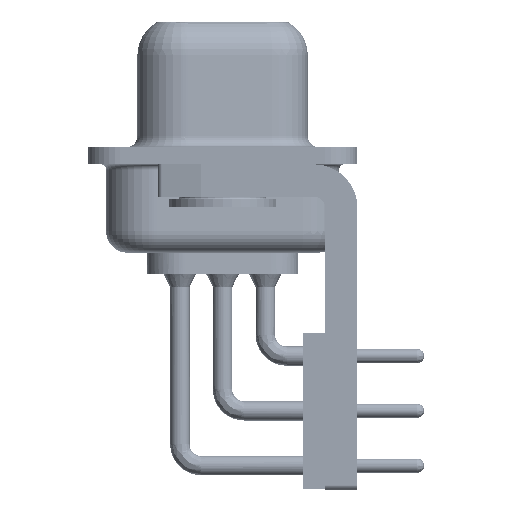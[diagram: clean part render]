
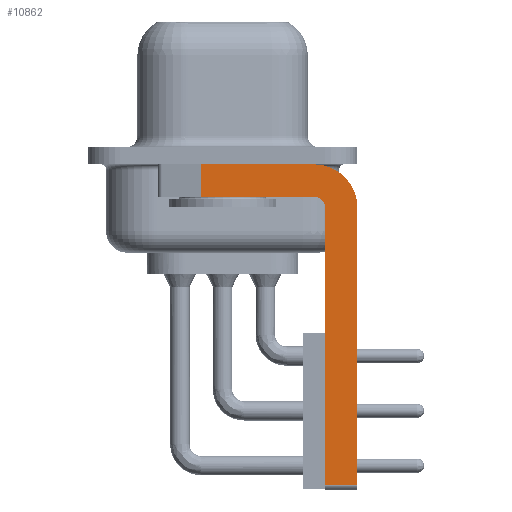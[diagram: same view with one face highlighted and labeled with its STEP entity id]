
A CAD part, left-side view. The second image highlights one B-rep face of the part: STEP entity #10862.
In plain terms, the highlighted planar face has unit normal (-1, 0, 0).
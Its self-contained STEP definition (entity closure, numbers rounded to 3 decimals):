
#164 = CARTESIAN_POINT ( 'NONE',  ( -2.9, -4.75, -15.25 ) ) ;
#262 = EDGE_CURVE ( 'NONE', #2276, #36234, #11116, .T. ) ;
#1815 = ORIENTED_EDGE ( 'NONE', *, *, #10370, .F. ) ;
#2276 = VERTEX_POINT ( 'NONE', #33558 ) ;
#2584 = ORIENTED_EDGE ( 'NONE', *, *, #28585, .F. ) ;
#2887 = VERTEX_POINT ( 'NONE', #26359 ) ;
#3540 = VERTEX_POINT ( 'NONE', #15962 ) ;
#3895 = FACE_OUTER_BOUND ( 'NONE', #14436, .T. ) ;
#4144 = LINE ( 'NONE', #34494, #23166 ) ;
#4282 = DIRECTION ( 'NONE',  ( 0., -1., 0. ) ) ;
#5117 = VECTOR ( 'NONE', #12729, 1000. ) ;
#7251 = DIRECTION ( 'NONE',  ( -1., 0., 0. ) ) ;
#7525 = EDGE_CURVE ( 'NONE', #11490, #35510, #4144, .T. ) ;
#7769 = CARTESIAN_POINT ( 'NONE',  ( -2.9, -4.25, -15.25 ) ) ;
#8221 = EDGE_CURVE ( 'NONE', #3540, #2276, #19969, .T. ) ;
#8799 = EDGE_CURVE ( 'NONE', #3540, #35510, #9873, .T. ) ;
#8866 = EDGE_CURVE ( 'NONE', #10311, #2887, #16743, .T. ) ;
#9397 = LINE ( 'NONE', #23240, #17357 ) ;
#9873 = LINE ( 'NONE', #20500, #43691 ) ;
#10132 = AXIS2_PLACEMENT_3D ( 'NONE', #36793, #36737, #12661 ) ;
#10311 = VERTEX_POINT ( 'NONE', #164 ) ;
#10370 = EDGE_CURVE ( 'NONE', #13668, #11490, #20839, .T. ) ;
#10474 = DIRECTION ( 'NONE',  ( 1., 0., 0. ) ) ;
#10856 = DIRECTION ( 'NONE',  ( 0., 1., 0. ) ) ;
#10862 = ADVANCED_FACE ( 'NONE', ( #3895 ), #27328, .F. ) ;
#11116 = CIRCLE ( 'NONE', #10132, 2. ) ;
#11490 = VERTEX_POINT ( 'NONE', #27277 ) ;
#12661 = DIRECTION ( 'NONE',  ( 0., 0., -1. ) ) ;
#12729 = DIRECTION ( 'NONE',  ( 0., 0., -1. ) ) ;
#13077 = DIRECTION ( 'NONE',  ( 0., 0., 1. ) ) ;
#13668 = VERTEX_POINT ( 'NONE', #41723 ) ;
#14436 = EDGE_LOOP ( 'NONE', ( #27742, #15224, #21182, #1815, #2584, #18202, #34292, #16563 ) ) ;
#15224 = ORIENTED_EDGE ( 'NONE', *, *, #8799, .T. ) ;
#15962 = CARTESIAN_POINT ( 'NONE',  ( -2.9, 0.978, -0.4 ) ) ;
#16563 = ORIENTED_EDGE ( 'NONE', *, *, #262, .F. ) ;
#16743 = LINE ( 'NONE', #7769, #41581 ) ;
#17357 = VECTOR ( 'NONE', #13077, 1000. ) ;
#18202 = ORIENTED_EDGE ( 'NONE', *, *, #8866, .T. ) ;
#18900 = VECTOR ( 'NONE', #4282, 1000. ) ;
#19969 = LINE ( 'NONE', #41369, #18900 ) ;
#20500 = CARTESIAN_POINT ( 'NONE',  ( -2.9, 0.978, -1.9 ) ) ;
#20775 = DIRECTION ( 'NONE',  ( 0., 0., -1. ) ) ;
#20839 = CIRCLE ( 'NONE', #34464, 0.5 ) ;
#21095 = CARTESIAN_POINT ( 'NONE',  ( -2.9, 0.978, -1.9 ) ) ;
#21182 = ORIENTED_EDGE ( 'NONE', *, *, #7525, .F. ) ;
#23166 = VECTOR ( 'NONE', #10856, 1000. ) ;
#23240 = CARTESIAN_POINT ( 'NONE',  ( -2.9, -4.75, -15.5 ) ) ;
#23906 = CARTESIAN_POINT ( 'NONE',  ( -2.9, -4.25, -2.4 ) ) ;
#24002 = CARTESIAN_POINT ( 'NONE',  ( -2.9, -6.25, -2.4 ) ) ;
#25453 = EDGE_CURVE ( 'NONE', #36234, #2887, #32087, .T. ) ;
#26359 = CARTESIAN_POINT ( 'NONE',  ( -2.9, -6.25, -15.25 ) ) ;
#27277 = CARTESIAN_POINT ( 'NONE',  ( -2.9, -4.25, -1.9 ) ) ;
#27328 = PLANE ( 'NONE',  #30487 ) ;
#27500 = CARTESIAN_POINT ( 'NONE',  ( -2.9, -4.25, -2.4 ) ) ;
#27742 = ORIENTED_EDGE ( 'NONE', *, *, #8221, .F. ) ;
#28585 = EDGE_CURVE ( 'NONE', #10311, #13668, #9397, .T. ) ;
#30487 = AXIS2_PLACEMENT_3D ( 'NONE', #23906, #10474, #34135 ) ;
#30890 = DIRECTION ( 'NONE',  ( 0., 0., 1. ) ) ;
#31425 = DIRECTION ( 'NONE',  ( 0., -1., 0. ) ) ;
#32087 = LINE ( 'NONE', #32950, #5117 ) ;
#32950 = CARTESIAN_POINT ( 'NONE',  ( -2.9, -6.25, -2.4 ) ) ;
#33558 = CARTESIAN_POINT ( 'NONE',  ( -2.9, -4.25, -0.4 ) ) ;
#34135 = DIRECTION ( 'NONE',  ( 0., 0., -1. ) ) ;
#34292 = ORIENTED_EDGE ( 'NONE', *, *, #25453, .F. ) ;
#34464 = AXIS2_PLACEMENT_3D ( 'NONE', #27500, #7251, #30890 ) ;
#34494 = CARTESIAN_POINT ( 'NONE',  ( -2.9, -4.25, -1.9 ) ) ;
#35510 = VERTEX_POINT ( 'NONE', #21095 ) ;
#36234 = VERTEX_POINT ( 'NONE', #24002 ) ;
#36737 = DIRECTION ( 'NONE',  ( 1., 0., 0. ) ) ;
#36793 = CARTESIAN_POINT ( 'NONE',  ( -2.9, -4.25, -2.4 ) ) ;
#41369 = CARTESIAN_POINT ( 'NONE',  ( -2.9, 3., -0.4 ) ) ;
#41581 = VECTOR ( 'NONE', #31425, 1000. ) ;
#41723 = CARTESIAN_POINT ( 'NONE',  ( -2.9, -4.75, -2.4 ) ) ;
#43691 = VECTOR ( 'NONE', #20775, 1000. ) ;
